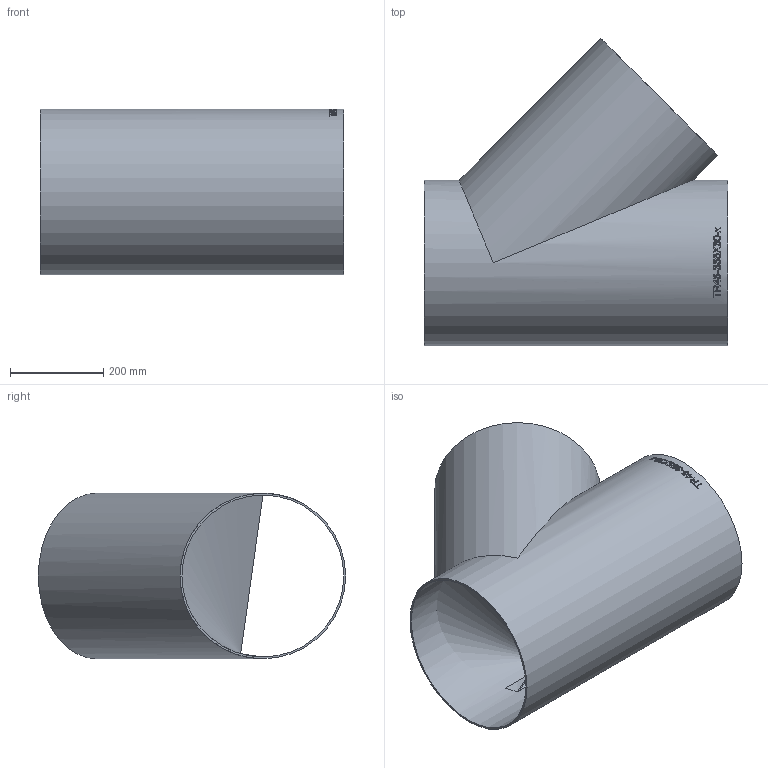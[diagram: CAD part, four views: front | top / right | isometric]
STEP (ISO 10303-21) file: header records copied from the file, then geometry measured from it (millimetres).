
FILE_DESCRIPTION (( 'STEP AP214' ), '1' );
FILE_NAME ('TR45-355X30-x T-Stück 45°geschweisst Ø355,6 L653 1911.STEP', '2019-11-13T08:45:57', ( '' ), ( '' ), 'SwSTEP 2.0', 'SolidWorks 2016', '' );
FILE_SCHEMA (( 'AUTOMOTIVE_DESIGN' ));
Length unit declared in the file: millimetre
Products named in the file (1): TR45-355X30-x T-Stück 45°geschweisst Ø355,6 L653  1911
Bounding box: 653 x 660.08 x 355.6 mm (x, y, z)
Volume: 3716853.4 mm3; surface area: 1870470.9 mm2
Topology: 1 solids, 1 shells, 197 faces, 543 edges, 362 vertices
Faces by surface type: bspline 118, plane 57, cylinder 22
Full cylindrical faces by diameter (mm): 347.6 x2, 355.6 x2
Entity records: 29867 total; most frequent: CARTESIAN_POINT 23898, ORIENTED_EDGE 1052, EDGE_CURVE 526, DIRECTION 382, B_SPLINE_CURVE_WITH_KNOTS 370, VERTEX_POINT 354, EDGE_LOOP 220, FACE_OUTER_BOUND 199
